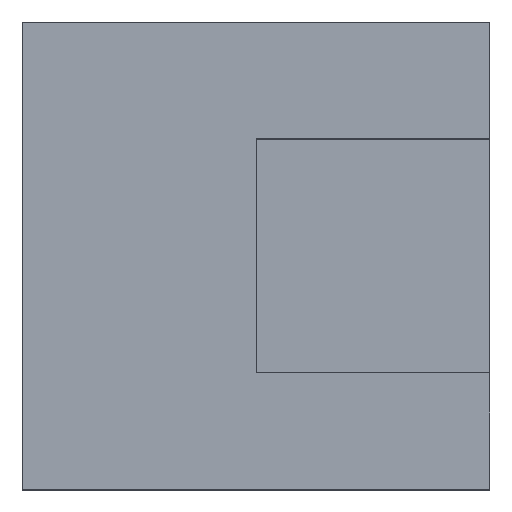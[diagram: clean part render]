
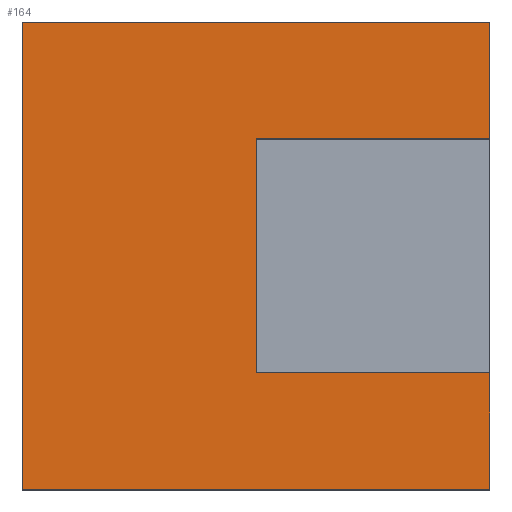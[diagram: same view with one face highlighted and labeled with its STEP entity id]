
A CAD part, top view. The second image highlights one B-rep face of the part: STEP entity #164.
In plain terms, the highlighted planar face has unit normal (0, 0, 1).
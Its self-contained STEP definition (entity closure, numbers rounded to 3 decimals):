
#1=CARTESIAN_POINT('POINT1',(-40.,40.,20.));
#2=VERTEX_POINT('VERTEX1',#1);
#19=CARTESIAN_POINT('POINT4',(-40.,-40.,20.));
#20=VERTEX_POINT('VERTEX4',#19);
#27=CARTESIAN_POINT('POS4',(-40.,0.,20.));
#28=DIRECTION('DIR4',(0.,-1.,0.));
#29=VECTOR('VEC4',#28,1.);
#30=LINE('STRAIGHT4',#27,#29);
#31=EDGE_CURVE('EDGE4',#2,#20,#30,.T.);
#41=CARTESIAN_POINT('POINT5',(40.,40.,20.));
#42=VERTEX_POINT('VERTEX5',#41);
#58=CARTESIAN_POINT('POS8',(0.,40.,20.));
#59=DIRECTION('DIR9',(-1.,0.,0.));
#60=VECTOR('VEC7',#59,1.);
#61=LINE('STRAIGHT7',#58,#60);
#62=EDGE_CURVE('EDGE7',#42,#2,#61,.T.);
#98=CARTESIAN_POINT('POINT8',(40.,-40.,20.));
#99=VERTEX_POINT('VERTEX8',#98);
#106=CARTESIAN_POINT('POS14',(0.,-40.,20.));
#107=DIRECTION('DIR17',(1.,0.,0.));
#108=VECTOR('VEC11',#107,1.);
#109=LINE('STRAIGHT11',#106,#108);
#110=EDGE_CURVE('EDGE11',#20,#99,#109,.T.);
#120=CARTESIAN_POINT('POINT9',(40.,-20.,20.));
#121=VERTEX_POINT('VERTEX9',#120);
#122=CARTESIAN_POINT('POINT10',(0.,-20.,20.));
#123=VERTEX_POINT('VERTEX10',#122);
#124=CARTESIAN_POINT('POS16',(10.,-20.,20.));
#125=DIRECTION('DIR20',(-1.,0.,0.));
#126=VECTOR('VEC12',#125,1.);
#127=LINE('STRAIGHT12',#124,#126);
#128=EDGE_CURVE('EDGE12',#121,#123,#127,.T.);
#129=ORIENTED_EDGE('COEDGE17',*,*,#128,.T.);
#130=CARTESIAN_POINT('POINT11',(0.,20.,20.));
#131=VERTEX_POINT('VERTEX11',#130);
#132=CARTESIAN_POINT('POS17',(0.,0.,20.));
#133=DIRECTION('DIR21',(0.,1.,0.));
#134=VECTOR('VEC13',#133,1.);
#135=LINE('STRAIGHT13',#132,#134);
#136=EDGE_CURVE('EDGE13',#123,#131,#135,.T.);
#137=ORIENTED_EDGE('COEDGE18',*,*,#136,.T.);
#138=CARTESIAN_POINT('POINT12',(40.,20.,20.));
#139=VERTEX_POINT('VERTEX12',#138);
#140=CARTESIAN_POINT('POS18',(10.,20.,20.));
#141=DIRECTION('DIR22',(1.,0.,0.));
#142=VECTOR('VEC14',#141,1.);
#143=LINE('STRAIGHT14',#140,#142);
#144=EDGE_CURVE('EDGE14',#131,#139,#143,.T.);
#145=ORIENTED_EDGE('COEDGE19',*,*,#144,.T.);
#146=CARTESIAN_POINT('POS19',(40.,0.,20.));
#147=DIRECTION('DIR23',(0.,1.,0.));
#148=VECTOR('VEC15',#147,1.);
#149=LINE('STRAIGHT15',#146,#148);
#150=EDGE_CURVE('EDGE15',#139,#42,#149,.T.);
#151=ORIENTED_EDGE('COEDGE20',*,*,#150,.T.);
#152=ORIENTED_EDGE('COEDGE21',*,*,#62,.T.);
#153=ORIENTED_EDGE('COEDGE22',*,*,#31,.T.);
#154=ORIENTED_EDGE('COEDGE23',*,*,#110,.T.);
#155=EDGE_CURVE('EDGE16',#99,#121,#149,.T.);
#156=ORIENTED_EDGE('COEDGE24',*,*,#155,.T.);
#157=EDGE_LOOP('NONE',(#129,#137,#145,#151,#152,#153,#154,#156));
#158=FACE_BOUND('LOOP1',#157,.T.);
#159=CARTESIAN_POINT('POS20',(0.,0.,20.));
#160=DIRECTION('DIR24',(0.,0.,1.));
#161=DIRECTION('DIR25',(1.,0.,0.));
#162=AXIS2_PLACEMENT_3D('AXIS5',#159,#160,#161);
#163=PLANE('PLANE5',#162);
#164=ADVANCED_FACE('FACE5',(#158),#163,.T.);
